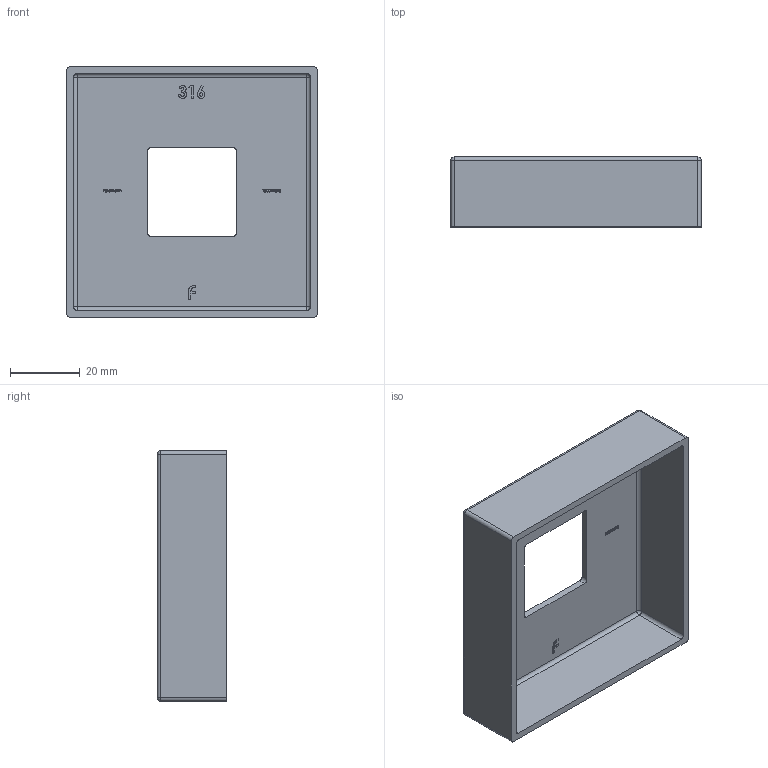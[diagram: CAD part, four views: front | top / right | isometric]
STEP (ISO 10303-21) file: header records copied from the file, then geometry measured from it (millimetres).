
FILE_DESCRIPTION (( 'STEP AP203' ), '1' );
FILE_NAME ('100042525.step', '2020-11-05T12:43:45', ( '' ), ( '' ), 'SwSTEP 2.0', 'SolidWorks 2018', '' );
FILE_SCHEMA (( 'CONFIG_CONTROL_DESIGN' ));
Length unit declared in the file: millimetre
Products named in the file (2): 100042525
Bounding box: 72 x 20 x 72 mm (x, y, z)
Volume: 19142.3 mm3; surface area: 19630.3 mm2
Topology: 1 solids, 1 shells, 317 faces, 839 edges, 546 vertices
Faces by surface type: plane 163, bspline 126, cylinder 20, sphere 8
Entity records: 17036 total; most frequent: CARTESIAN_POINT 9902, ORIENTED_EDGE 1662, DIRECTION 1005, EDGE_CURVE 831, VERTEX_POINT 546, VECTOR 539, LINE 539, EDGE_LOOP 349
